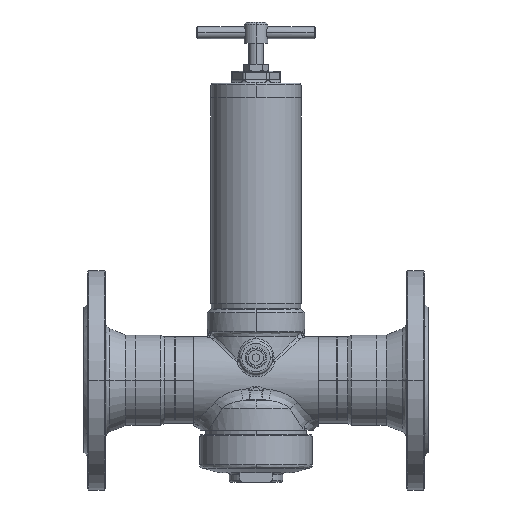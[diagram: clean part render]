
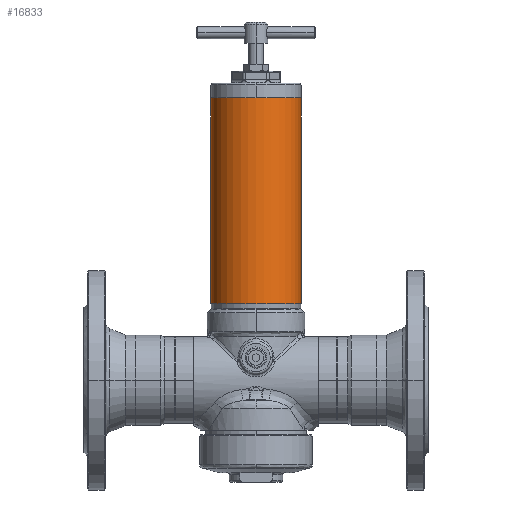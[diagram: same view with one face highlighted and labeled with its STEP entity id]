
A CAD part, top view. The second image highlights one B-rep face of the part: STEP entity #16833.
In plain terms, the highlighted cylindrical face has radius 38 mm (diameter 76 mm), a partial arc.
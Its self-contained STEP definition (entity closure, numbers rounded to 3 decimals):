
#857 = DIRECTION ( 'NONE',  ( 1., 0., 0. ) ) ;
#1009 = CARTESIAN_POINT ( 'NONE',  ( -38., 64.6, 0. ) ) ;
#1237 = VECTOR ( 'NONE', #23301, 1000. ) ;
#2847 = CARTESIAN_POINT ( 'NONE',  ( -38., 238., 0. ) ) ;
#3998 = AXIS2_PLACEMENT_3D ( 'NONE', #11431, #11515, #15147 ) ;
#5289 = CARTESIAN_POINT ( 'NONE',  ( 0., 238., 0. ) ) ;
#5366 = DIRECTION ( 'NONE',  ( 1., 0., 0. ) ) ;
#5372 = ORIENTED_EDGE ( 'NONE', *, *, #13168, .T. ) ;
#5755 = LINE ( 'NONE', #8676, #1237 ) ;
#5937 = CIRCLE ( 'NONE', #8487, 38. ) ;
#7007 = EDGE_CURVE ( 'NONE', #12725, #7779, #21412, .T. ) ;
#7460 = ORIENTED_EDGE ( 'NONE', *, *, #21496, .T. ) ;
#7622 = ORIENTED_EDGE ( 'NONE', *, *, #12524, .F. ) ;
#7779 = VERTEX_POINT ( 'NONE', #19114 ) ;
#7999 = VECTOR ( 'NONE', #21606, 1000. ) ;
#8487 = AXIS2_PLACEMENT_3D ( 'NONE', #5289, #17955, #5366 ) ;
#8676 = CARTESIAN_POINT ( 'NONE',  ( 38., 239.5, 0. ) ) ;
#9610 = CARTESIAN_POINT ( 'NONE',  ( 0., 64.6, 0. ) ) ;
#11076 = FACE_OUTER_BOUND ( 'NONE', #20393, .T. ) ;
#11431 = CARTESIAN_POINT ( 'NONE',  ( 0., 239.5, 0. ) ) ;
#11515 = DIRECTION ( 'NONE',  ( 0., -1., 0. ) ) ;
#11821 = VERTEX_POINT ( 'NONE', #18938 ) ;
#12524 = EDGE_CURVE ( 'NONE', #11821, #7779, #5755, .T. ) ;
#12725 = VERTEX_POINT ( 'NONE', #1009 ) ;
#13031 = CYLINDRICAL_SURFACE ( 'NONE', #3998, 38. ) ;
#13168 = EDGE_CURVE ( 'NONE', #22096, #12725, #15359, .T. ) ;
#15147 = DIRECTION ( 'NONE',  ( 1., 0., 0. ) ) ;
#15359 = LINE ( 'NONE', #17914, #7999 ) ;
#15500 = DIRECTION ( 'NONE',  ( 0., 1., 0. ) ) ;
#16774 = AXIS2_PLACEMENT_3D ( 'NONE', #9610, #15500, #857 ) ;
#16833 = ADVANCED_FACE ( 'NONE', ( #11076 ), #13031, .T. ) ;
#17619 = ORIENTED_EDGE ( 'NONE', *, *, #7007, .T. ) ;
#17914 = CARTESIAN_POINT ( 'NONE',  ( -38., 239.5, 0. ) ) ;
#17955 = DIRECTION ( 'NONE',  ( 0., -1., 0. ) ) ;
#18938 = CARTESIAN_POINT ( 'NONE',  ( 38., 238., 0. ) ) ;
#19114 = CARTESIAN_POINT ( 'NONE',  ( 38., 64.6, 0. ) ) ;
#20393 = EDGE_LOOP ( 'NONE', ( #7460, #5372, #17619, #7622 ) ) ;
#21412 = CIRCLE ( 'NONE', #16774, 38. ) ;
#21496 = EDGE_CURVE ( 'NONE', #11821, #22096, #5937, .T. ) ;
#21606 = DIRECTION ( 'NONE',  ( 0., -1., 0. ) ) ;
#22096 = VERTEX_POINT ( 'NONE', #2847 ) ;
#23301 = DIRECTION ( 'NONE',  ( 0., -1., 0. ) ) ;
